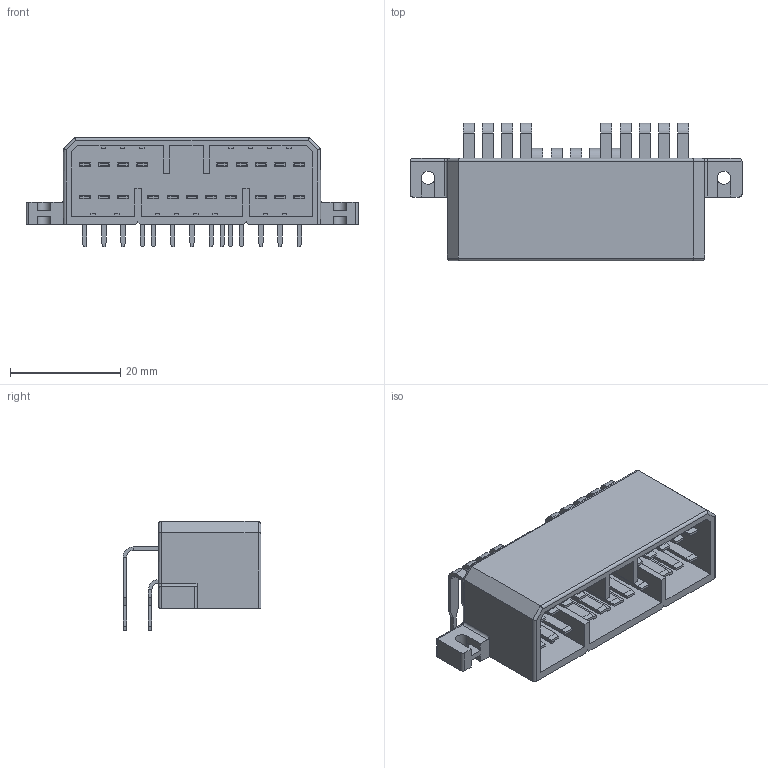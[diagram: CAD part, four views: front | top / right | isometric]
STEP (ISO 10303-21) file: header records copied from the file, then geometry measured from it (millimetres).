
FILE_DESCRIPTION (( 'STEP AP214' ), '1' );
FILE_NAME ('CONN-TH_20P-P3.50-S4.60_L18.6-W60.3-EH3.2.step', '2022-08-03T15:50:03', ( '' ), ( '' ), 'SwSTEP 2.0', 'SolidWorks 2020', '' );
FILE_SCHEMA (( 'AUTOMOTIVE_DESIGN' ));
Length unit declared in the file: millimetre
Products named in the file (1): CONN-TH_20P-P3.50-S4.60_L18.6-W60.3-EH3.2
Bounding box: 60.3 x 25.02 x 19.8 mm (x, y, z)
Volume: 6602.7 mm3; surface area: 9105.2 mm2
Topology: 14 solids, 14 shells, 948 faces, 2404 edges, 1528 vertices
Faces by surface type: plane 769, bspline 112, cylinder 65, torus 2
Entity records: 33340 total; most frequent: CARTESIAN_POINT 7033, ORIENTED_EDGE 4808, DIRECTION 3938, EDGE_CURVE 2404, LINE 2056, VECTOR 2056, VERTEX_POINT 1528, EDGE_LOOP 1008
